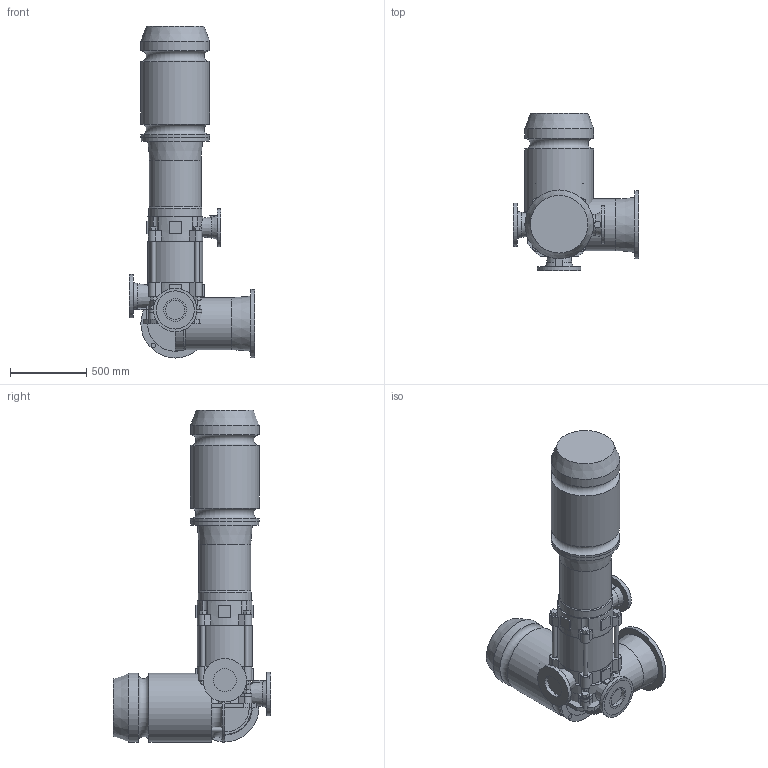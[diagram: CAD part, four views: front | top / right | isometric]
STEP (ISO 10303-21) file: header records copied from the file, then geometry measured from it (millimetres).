
FILE_DESCRIPTION( ( 'Unknown' ), '1' );
FILE_NAME( '4700414.stp', 'Unknown', ( 'Unknown' ), ( 'Unknown' ), 'PSStep 13.0', 'Unknown', ' ' );
FILE_SCHEMA( ( 'AUTOMOTIVE_DESIGN { 1 0 10303 214 1 1 1 1 }' ) );
Length unit declared in the file: millimetre
Products named in the file (12): Assem1; 4712991; 4703850; 4703851; 4703926; 4714932; 4702856; 4704088
Bounding box: 820 x 1030 x 2176 mm (x, y, z)
Volume: 547484779.4 mm3; surface area: 11461956.2 mm2
Topology: 28 solids, 28 shells, 712 faces, 1760 edges, 1167 vertices
Faces by surface type: plane 521, cylinder 154, cone 21, bspline 12, torus 4
Full cylindrical faces by diameter (mm): 30 x12, 125 x3, 150 x3, 220 x3, 245 x3, 250 x3, 285 x3, 320 x5, 340 x2, 350 x4, 361.5 x3, 448 x2, 450 x6
Entity records: 7998 total; most frequent: CARTESIAN_POINT 2157, DIRECTION 1173, ORIENTED_EDGE 1134, EDGE_CURVE 567, LINE 401, VECTOR 401, VERTEX_POINT 392, AXIS2_PLACEMENT_3D 386
